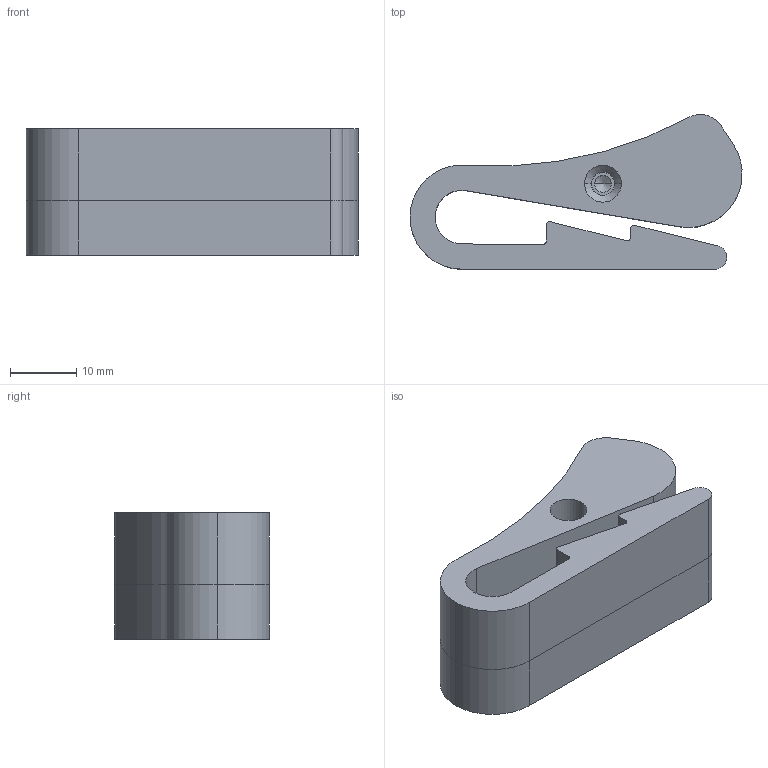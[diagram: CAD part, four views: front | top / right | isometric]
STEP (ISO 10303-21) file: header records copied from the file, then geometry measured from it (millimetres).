
FILE_DESCRIPTION (( 'STEP AP214' ), '1' );
FILE_NAME ('ShoeClip.STEP', '2025-11-09T18:42:11', ( '' ), ( '' ), 'SwSTEP 2.0', 'SolidWorks 2025', '' );
FILE_SCHEMA (( 'AUTOMOTIVE_DESIGN' ));
Length unit declared in the file: inch
Products named in the file (1): ShoeClip
Bounding box: 50.03 x 23.31 x 19.05 mm (x, y, z)
Volume: 11233.1 mm3; surface area: 7883.9 mm2
Topology: 2 solids, 2 shells, 135 faces, 356 edges, 227 vertices
Faces by surface type: plane 60, cylinder 54, cone 21
Entity records: 4211 total; most frequent: CARTESIAN_POINT 749, DIRECTION 745, ORIENTED_EDGE 708, EDGE_CURVE 354, AXIS2_PLACEMENT_3D 265, VERTEX_POINT 227, VECTOR 215, LINE 215
